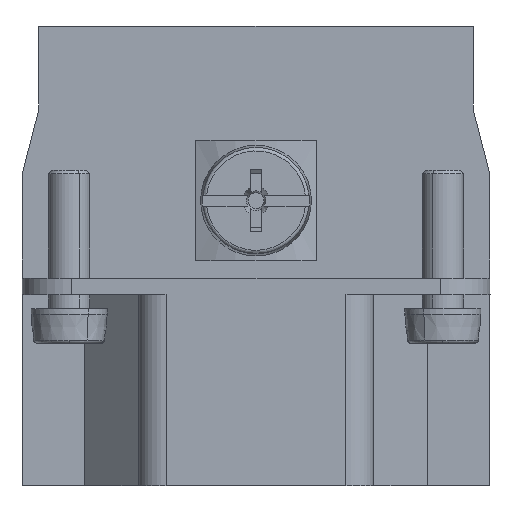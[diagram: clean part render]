
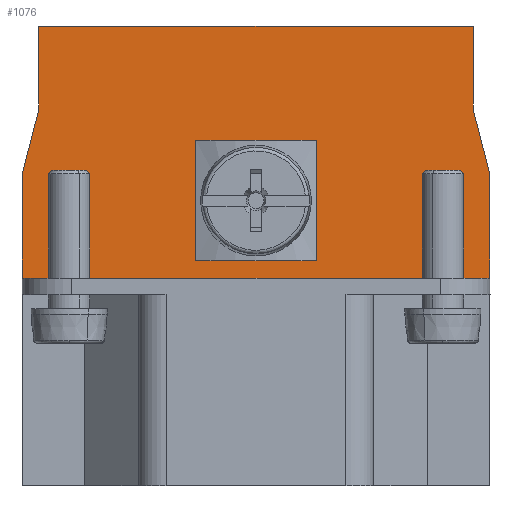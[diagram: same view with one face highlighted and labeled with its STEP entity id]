
A CAD part, left-side view. The second image highlights one B-rep face of the part: STEP entity #1076.
In plain terms, the highlighted planar face has unit normal (-1, 0, 0).
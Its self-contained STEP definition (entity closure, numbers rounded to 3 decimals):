
#1076=ADVANCED_FACE('',(#3559,#3560),#1717,.T.);
#1717=PLANE('',#10588);
#2075=LINE('',#14711,#2820);
#2076=LINE('',#14714,#2821);
#2077=LINE('',#14716,#2822);
#2078=LINE('',#14718,#2823);
#2079=LINE('',#14720,#2824);
#2080=LINE('',#14722,#2825);
#2081=LINE('',#14724,#2826);
#2082=LINE('',#14726,#2827);
#2083=LINE('',#14728,#2828);
#2084=LINE('',#14730,#2829);
#2085=LINE('',#14732,#2830);
#2086=LINE('',#14734,#2831);
#2820=VECTOR('',#11720,1.);
#2821=VECTOR('',#11721,1.);
#2822=VECTOR('',#11722,1.);
#2823=VECTOR('',#11723,1.);
#2824=VECTOR('',#11724,1.);
#2825=VECTOR('',#11725,1.);
#2826=VECTOR('',#11726,1.);
#2827=VECTOR('',#11727,1.);
#2828=VECTOR('',#11728,1.);
#2829=VECTOR('',#11729,1.);
#2830=VECTOR('',#11730,1.);
#2831=VECTOR('',#11731,1.);
#3559=FACE_BOUND('',#3940,.T.);
#3560=FACE_BOUND('',#3941,.T.);
#3940=EDGE_LOOP('',(#4813));
#3941=EDGE_LOOP('',(#4814,#4815,#4816,#4817,#4818,#4819,#4820,#4821,#4822,
#4823,#4824,#4825));
#4813=ORIENTED_EDGE('',*,*,#8683,.T.);
#4814=ORIENTED_EDGE('',*,*,#8684,.F.);
#4815=ORIENTED_EDGE('',*,*,#8685,.T.);
#4816=ORIENTED_EDGE('',*,*,#8686,.F.);
#4817=ORIENTED_EDGE('',*,*,#8687,.F.);
#4818=ORIENTED_EDGE('',*,*,#8688,.F.);
#4819=ORIENTED_EDGE('',*,*,#8689,.T.);
#4820=ORIENTED_EDGE('',*,*,#8690,.T.);
#4821=ORIENTED_EDGE('',*,*,#8691,.F.);
#4822=ORIENTED_EDGE('',*,*,#8692,.F.);
#4823=ORIENTED_EDGE('',*,*,#8693,.T.);
#4824=ORIENTED_EDGE('',*,*,#8694,.T.);
#4825=ORIENTED_EDGE('',*,*,#8695,.F.);
#7673=VERTEX_POINT('',#14710);
#7674=VERTEX_POINT('',#14712);
#7675=VERTEX_POINT('',#14713);
#7676=VERTEX_POINT('',#14715);
#7677=VERTEX_POINT('',#14717);
#7678=VERTEX_POINT('',#14719);
#7679=VERTEX_POINT('',#14721);
#7680=VERTEX_POINT('',#14723);
#7681=VERTEX_POINT('',#14725);
#7682=VERTEX_POINT('',#14727);
#7683=VERTEX_POINT('',#14729);
#7684=VERTEX_POINT('',#14731);
#7685=VERTEX_POINT('',#14733);
#8683=EDGE_CURVE('',#7673,#7673,#10105,.T.);
#8684=EDGE_CURVE('',#7674,#7675,#2075,.T.);
#8685=EDGE_CURVE('',#7674,#7676,#2076,.T.);
#8686=EDGE_CURVE('',#7677,#7676,#2077,.T.);
#8687=EDGE_CURVE('',#7678,#7677,#2078,.T.);
#8688=EDGE_CURVE('',#7679,#7678,#2079,.T.);
#8689=EDGE_CURVE('',#7679,#7680,#2080,.T.);
#8690=EDGE_CURVE('',#7680,#7681,#2081,.T.);
#8691=EDGE_CURVE('',#7682,#7681,#2082,.T.);
#8692=EDGE_CURVE('',#7683,#7682,#2083,.T.);
#8693=EDGE_CURVE('',#7683,#7684,#2084,.T.);
#8694=EDGE_CURVE('',#7684,#7685,#2085,.T.);
#8695=EDGE_CURVE('',#7675,#7685,#2086,.T.);
#10105=CIRCLE('',#10587,2.);
#10587=AXIS2_PLACEMENT_3D('',#14709,#11718,#11719);
#10588=AXIS2_PLACEMENT_3D('',#14735,#11732,#11733);
#11718=DIRECTION('',(1.,0.,0.));
#11719=DIRECTION('',(0.,0.,1.));
#11720=DIRECTION('',(0.,1.,0.));
#11721=DIRECTION('',(0.,0.,-1.));
#11722=DIRECTION('',(0.,1.,0.));
#11723=DIRECTION('',(0.,0.,-1.));
#11724=DIRECTION('',(0.,1.,0.));
#11725=DIRECTION('',(0.,0.,1.));
#11726=DIRECTION('',(0.,0.25,0.968));
#11727=DIRECTION('',(0.,0.,-1.));
#11728=DIRECTION('',(0.,-1.,0.));
#11729=DIRECTION('',(0.,0.,-1.));
#11730=DIRECTION('',(0.,0.25,-0.968));
#11731=DIRECTION('',(0.,0.,1.));
#11732=DIRECTION('',(-1.,0.,0.));
#11733=DIRECTION('',(0.,-1.,0.));
#14709=CARTESIAN_POINT('',(-39.218,-5.191,-59.4));
#14710=CARTESIAN_POINT('',(-39.218,-5.191,-57.4));
#14711=CARTESIAN_POINT('',(-39.218,11.739,-65.));
#14712=CARTESIAN_POINT('',(-39.218,-11.193,-65.));
#14713=CARTESIAN_POINT('',(-39.218,11.709,-65.));
#14714=CARTESIAN_POINT('',(-39.218,-11.193,-80.545));
#14715=CARTESIAN_POINT('',(-39.218,-11.193,-65.4));
#14716=CARTESIAN_POINT('',(-39.218,1.559,-65.4));
#14717=CARTESIAN_POINT('',(-39.218,-11.241,-65.4));
#14718=CARTESIAN_POINT('',(-39.218,-11.241,-65.923));
#14719=CARTESIAN_POINT('',(-39.218,-11.241,-65.));
#14720=CARTESIAN_POINT('',(-39.218,-22.121,-65.));
#14721=CARTESIAN_POINT('',(-39.218,-22.091,-65.));
#14722=CARTESIAN_POINT('',(-39.218,-22.091,-80.));
#14723=CARTESIAN_POINT('',(-39.218,-22.091,-57.5));
#14724=CARTESIAN_POINT('',(-39.218,-21.587,-55.55));
#14725=CARTESIAN_POINT('',(-39.218,-20.891,-52.86));
#14726=CARTESIAN_POINT('',(-39.218,-20.891,-47.3));
#14727=CARTESIAN_POINT('',(-39.218,-20.891,-46.8));
#14728=CARTESIAN_POINT('',(-39.218,10.509,-46.8));
#14729=CARTESIAN_POINT('',(-39.218,10.509,-46.8));
#14730=CARTESIAN_POINT('',(-39.218,10.509,-47.3));
#14731=CARTESIAN_POINT('',(-39.218,10.509,-52.86));
#14732=CARTESIAN_POINT('',(-39.218,10.468,-52.7));
#14733=CARTESIAN_POINT('',(-39.218,11.709,-57.5));
#14734=CARTESIAN_POINT('',(-39.218,11.709,-80.));
#14735=CARTESIAN_POINT('',(-39.218,12.209,-80.545));
